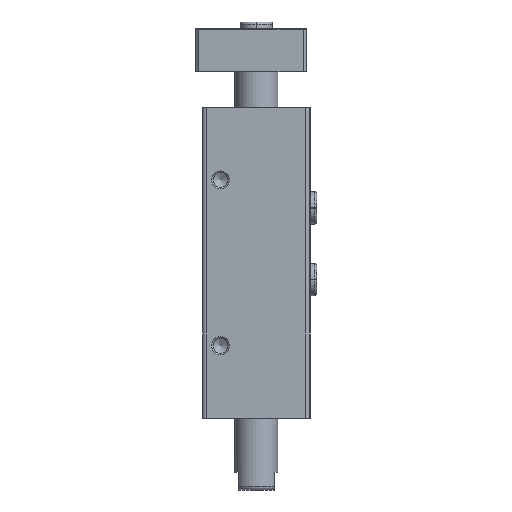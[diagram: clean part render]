
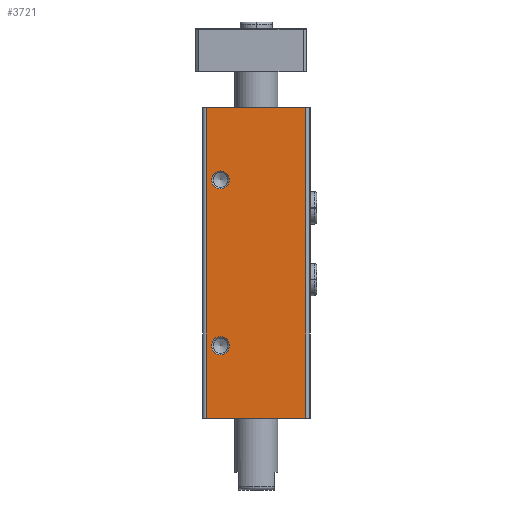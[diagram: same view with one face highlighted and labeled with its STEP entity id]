
A CAD part, left-side view. The second image highlights one B-rep face of the part: STEP entity #3721.
In plain terms, the highlighted planar face has unit normal (-1, 0, 0).
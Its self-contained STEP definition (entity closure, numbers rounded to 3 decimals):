
#245=LINE('',#5692,#497);
#246=LINE('',#5695,#498);
#247=LINE('',#5697,#499);
#248=LINE('',#5699,#500);
#497=VECTOR('',#4506,1000.);
#498=VECTOR('',#4507,1000.);
#499=VECTOR('',#4508,1000.);
#500=VECTOR('',#4509,1000.);
#749=ORIENTED_EDGE('',*,*,#1755,.T.);
#750=ORIENTED_EDGE('',*,*,#1756,.T.);
#751=ORIENTED_EDGE('',*,*,#1757,.F.);
#752=ORIENTED_EDGE('',*,*,#1758,.F.);
#753=ORIENTED_EDGE('',*,*,#1759,.T.);
#754=ORIENTED_EDGE('',*,*,#1760,.T.);
#1755=EDGE_CURVE('',#2258,#2258,#2637,.T.);
#1756=EDGE_CURVE('',#2259,#2259,#2638,.T.);
#1757=EDGE_CURVE('',#2260,#2261,#245,.T.);
#1758=EDGE_CURVE('',#2262,#2260,#246,.T.);
#1759=EDGE_CURVE('',#2262,#2263,#247,.T.);
#1760=EDGE_CURVE('',#2263,#2261,#248,.T.);
#2258=VERTEX_POINT('',#5689);
#2259=VERTEX_POINT('',#5691);
#2260=VERTEX_POINT('',#5693);
#2261=VERTEX_POINT('',#5694);
#2262=VERTEX_POINT('',#5696);
#2263=VERTEX_POINT('',#5698);
#2637=CIRCLE('',#4032,2.5);
#2638=CIRCLE('',#4033,2.5);
#2846=EDGE_LOOP('',(#749));
#2847=EDGE_LOOP('',(#750));
#2848=EDGE_LOOP('',(#751,#752,#753,#754));
#3220=FACE_BOUND('',#2846,.T.);
#3221=FACE_BOUND('',#2847,.T.);
#3222=FACE_BOUND('',#2848,.T.);
#3604=PLANE('',#4031);
#3721=ADVANCED_FACE('',(#3220,#3221,#3222),#3604,.T.);
#4031=AXIS2_PLACEMENT_3D('',#5687,#4500,#4501);
#4032=AXIS2_PLACEMENT_3D('',#5688,#4502,#4503);
#4033=AXIS2_PLACEMENT_3D('',#5690,#4504,#4505);
#4500=DIRECTION('',(-1.,0.,0.));
#4501=DIRECTION('',(0.,0.,1.));
#4502=DIRECTION('',(1.,0.,0.));
#4503=DIRECTION('',(0.,0.,-1.));
#4504=DIRECTION('',(1.,0.,0.));
#4505=DIRECTION('',(0.,0.,-1.));
#4506=DIRECTION('',(0.,-1.,0.));
#4507=DIRECTION('',(0.,0.,1.));
#4508=DIRECTION('',(0.,-1.,0.));
#4509=DIRECTION('',(0.,0.,1.));
#5687=CARTESIAN_POINT('',(-40.,14.,-86.6));
#5688=CARTESIAN_POINT('',(-40.,10.,-66.4));
#5689=CARTESIAN_POINT('',(-40.,10.,-68.9));
#5690=CARTESIAN_POINT('',(-40.,10.,-20.2));
#5691=CARTESIAN_POINT('',(-40.,10.,-22.7));
#5692=CARTESIAN_POINT('',(-40.,14.,0.));
#5693=CARTESIAN_POINT('',(-40.,14.,0.));
#5694=CARTESIAN_POINT('',(-40.,-13.8,0.));
#5695=CARTESIAN_POINT('',(-40.,14.,-86.6));
#5696=CARTESIAN_POINT('',(-40.,14.,-86.6));
#5697=CARTESIAN_POINT('',(-40.,14.,-86.6));
#5698=CARTESIAN_POINT('',(-40.,-13.8,-86.6));
#5699=CARTESIAN_POINT('',(-40.,-13.8,-86.6));
